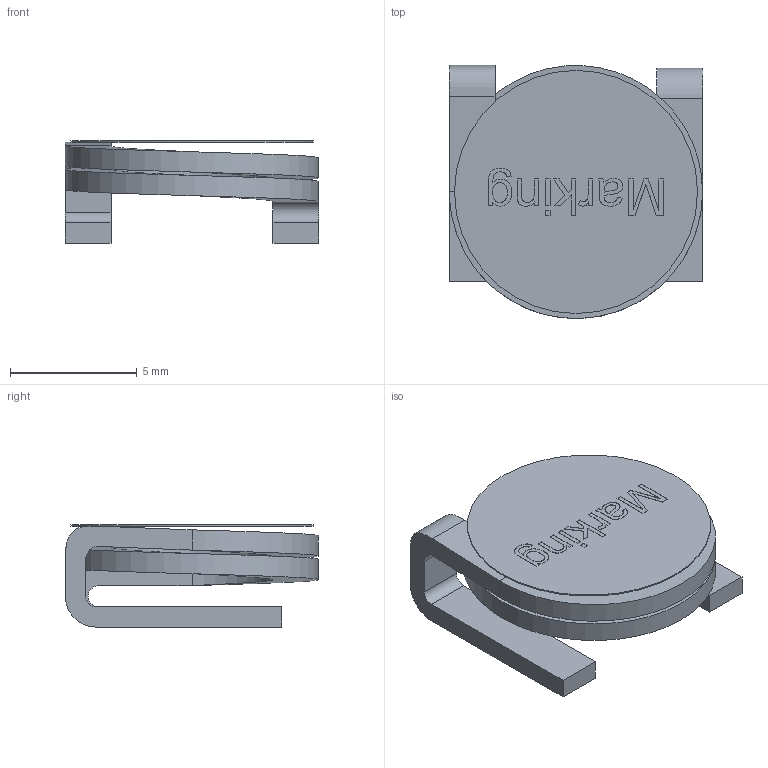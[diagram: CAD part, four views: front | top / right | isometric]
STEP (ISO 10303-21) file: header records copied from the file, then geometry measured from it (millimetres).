
FILE_DESCRIPTION( ( 'Unknown' ), '1' );
FILE_NAME( '7449150023_Rev01.stp', 'Unknown', ( 'Unknown' ), ( 'Unknown' ), 'PSStep 21.0.46', 'Unknown', ' ' );
FILE_SCHEMA( ( 'AUTOMOTIVE_DESIGN { 1 0 10303 214 1 1 1 1 }' ) );
Length unit declared in the file: millimetre
Products named in the file (3): Assem1; Core; Foil
Assembly tree (2 placements, depth 2):
  Assem1
    Core
    Foil
Bounding box: 10 x 10 x 4.04 mm (x, y, z)
Volume: 100.9 mm3; surface area: 500.7 mm2
Topology: 2 solids, 2 shells, 101 faces, 253 edges, 166 vertices
Faces by surface type: plane 74, extrusion 16, cylinder 8, bspline 3
Full cylindrical faces by diameter (mm): 9.6 x1
Entity records: 4655 total; most frequent: CARTESIAN_POINT 1646, ORIENTED_EDGE 502, DIRECTION 318, EDGE_CURVE 251, VERTEX_POINT 166, B_SPLINE_CURVE_WITH_KNOTS 143, VECTOR 124, EDGE_LOOP 113
